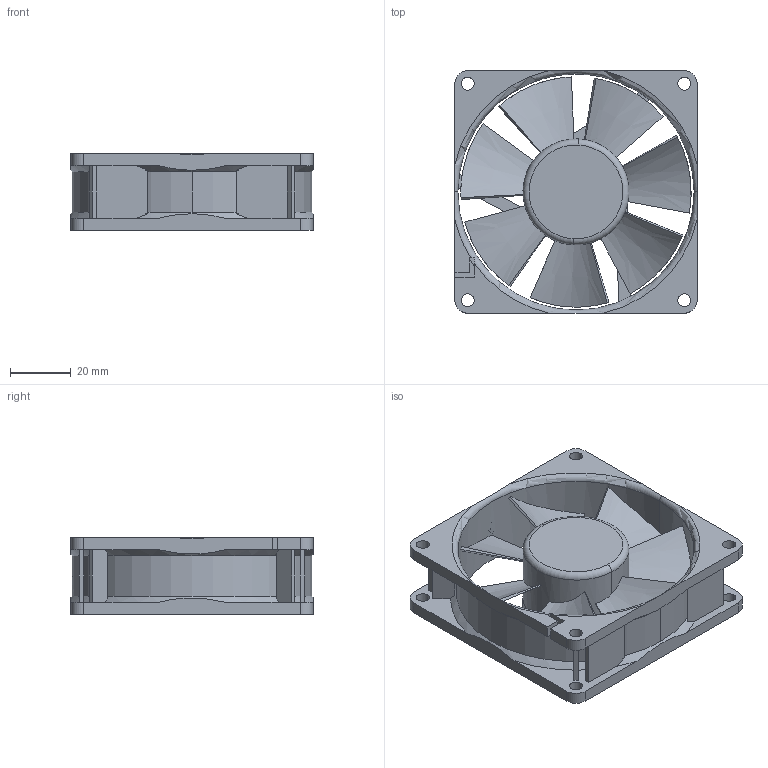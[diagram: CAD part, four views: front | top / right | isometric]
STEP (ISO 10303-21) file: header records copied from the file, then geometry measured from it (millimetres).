
FILE_DESCRIPTION(('FreeCAD Model'),'2;1');
FILE_NAME('Motor_Fan.step', '2017-05-19T06:55:36',('Author'),(''), 'Open CASCADE STEP processor 6.8','FreeCAD','Unknown');
FILE_SCHEMA(('AUTOMOTIVE_DESIGN_CC2 { 1 2 10303 214 -1 1 5 4 }'));
Length unit declared in the file: millimetre
Products named in the file (2): 8412NGLE_ebm-papst001; 8412NGLE_ebm-papst
Bounding box: 80 x 80 x 25.4 mm (x, y, z)
Volume: 45375.5 mm3; surface area: 36339.3 mm2
Topology: 2 solids, 2 shells, 157 faces, 487 edges, 321 vertices
Faces by surface type: plane 85, cylinder 50, bspline 14, torus 4, cone 4
Entity records: 23613 total; most frequent: CARTESIAN_POINT 15228, DIRECTION 1192, ORIENTED_EDGE 974, PCURVE 974, DEFINITIONAL_REPRESENTATION 974, LINE 592, VECTOR 592, B_SPLINE_CURVE_WITH_KNOTS 575
